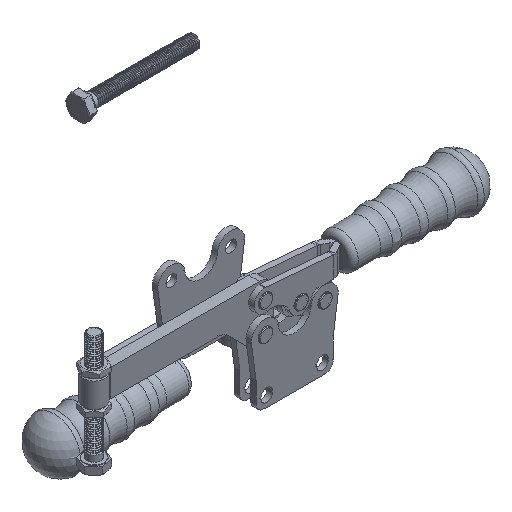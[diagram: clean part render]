
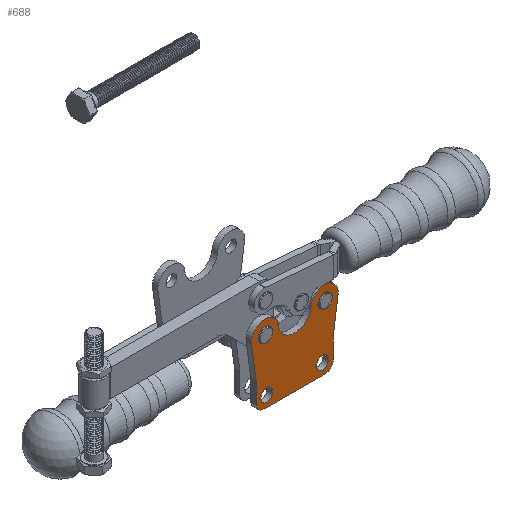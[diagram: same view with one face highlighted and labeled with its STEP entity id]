
A CAD part, isometric view. The second image highlights one B-rep face of the part: STEP entity #688.
In plain terms, the highlighted face is planar.
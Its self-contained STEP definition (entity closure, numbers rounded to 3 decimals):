
#688 = ADVANCED_FACE( '', ( #1790, #1791, #1792, #1793, #1794 ), #1795, .T. );
#1790 = FACE_OUTER_BOUND( '', #3581, .T. );
#1791 = FACE_BOUND( '', #3582, .T. );
#1792 = FACE_BOUND( '', #3583, .T. );
#1793 = FACE_BOUND( '', #3584, .T. );
#1794 = FACE_BOUND( '', #3585, .T. );
#1795 = PLANE( '', #3586 );
#3581 = EDGE_LOOP( '', ( #5588, #5589, #5590, #5591, #5592, #5593, #5594, #5595, #5596, #5597 ) );
#3582 = EDGE_LOOP( '', ( #5598, #5599, #5600, #5601 ) );
#3583 = EDGE_LOOP( '', ( #5602 ) );
#3584 = EDGE_LOOP( '', ( #5603 ) );
#3585 = EDGE_LOOP( '', ( #5604, #5605, #5606, #5607 ) );
#3586 = AXIS2_PLACEMENT_3D( '', #5608, #5609, #5610 );
#5588 = ORIENTED_EDGE( '', *, *, #8546, .F. );
#5589 = ORIENTED_EDGE( '', *, *, #8525, .T. );
#5590 = ORIENTED_EDGE( '', *, *, #8485, .T. );
#5591 = ORIENTED_EDGE( '', *, *, #8547, .T. );
#5592 = ORIENTED_EDGE( '', *, *, #8548, .F. );
#5593 = ORIENTED_EDGE( '', *, *, #8549, .F. );
#5594 = ORIENTED_EDGE( '', *, *, #8550, .F. );
#5595 = ORIENTED_EDGE( '', *, *, #8551, .F. );
#5596 = ORIENTED_EDGE( '', *, *, #8552, .F. );
#5597 = ORIENTED_EDGE( '', *, *, #8553, .F. );
#5598 = ORIENTED_EDGE( '', *, *, #8554, .T. );
#5599 = ORIENTED_EDGE( '', *, *, #8555, .T. );
#5600 = ORIENTED_EDGE( '', *, *, #8556, .T. );
#5601 = ORIENTED_EDGE( '', *, *, #8557, .T. );
#5602 = ORIENTED_EDGE( '', *, *, #8558, .F. );
#5603 = ORIENTED_EDGE( '', *, *, #8559, .F. );
#5604 = ORIENTED_EDGE( '', *, *, #8560, .T. );
#5605 = ORIENTED_EDGE( '', *, *, #8561, .T. );
#5606 = ORIENTED_EDGE( '', *, *, #8453, .T. );
#5607 = ORIENTED_EDGE( '', *, *, #8562, .T. );
#5608 = CARTESIAN_POINT( '', ( 0., 4., 0. ) );
#5609 = DIRECTION( '', ( 0., 1., 0. ) );
#5610 = DIRECTION( '', ( 1., 0., 0. ) );
#8453 = EDGE_CURVE( '', #9658, #9663, #9665, .T. );
#8485 = EDGE_CURVE( '', #9719, #9720, #9721, .T. );
#8525 = EDGE_CURVE( '', #9789, #9719, #9790, .T. );
#8546 = EDGE_CURVE( '', #9789, #9823, #9824, .T. );
#8547 = EDGE_CURVE( '', #9720, #9825, #9826, .T. );
#8548 = EDGE_CURVE( '', #9827, #9825, #9828, .T. );
#8549 = EDGE_CURVE( '', #9829, #9827, #9830, .T. );
#8550 = EDGE_CURVE( '', #9831, #9829, #9832, .T. );
#8551 = EDGE_CURVE( '', #9833, #9831, #9834, .T. );
#8552 = EDGE_CURVE( '', #9835, #9833, #9836, .T. );
#8553 = EDGE_CURVE( '', #9823, #9835, #9837, .T. );
#8554 = EDGE_CURVE( '', #9838, #9839, #9840, .T. );
#8555 = EDGE_CURVE( '', #9839, #9841, #9842, .T. );
#8556 = EDGE_CURVE( '', #9841, #9843, #9844, .T. );
#8557 = EDGE_CURVE( '', #9843, #9838, #9845, .T. );
#8558 = EDGE_CURVE( '', #9846, #9846, #9847, .T. );
#8559 = EDGE_CURVE( '', #9848, #9848, #9849, .T. );
#8560 = EDGE_CURVE( '', #9850, #9851, #9852, .T. );
#8561 = EDGE_CURVE( '', #9851, #9658, #9853, .T. );
#8562 = EDGE_CURVE( '', #9663, #9850, #9854, .T. );
#9658 = VERTEX_POINT( '', #11357 );
#9663 = VERTEX_POINT( '', #11363 );
#9665 = CIRCLE( '', #11366, 4.2 );
#9719 = VERTEX_POINT( '', #11462 );
#9720 = VERTEX_POINT( '', #11463 );
#9721 = LINE( '', #11464, #11465 );
#9789 = VERTEX_POINT( '', #11548 );
#9790 = CIRCLE( '', #11549, 6. );
#9823 = VERTEX_POINT( '', #11584 );
#9824 = LINE( '', #11585, #11586 );
#9825 = VERTEX_POINT( '', #11587 );
#9826 = CIRCLE( '', #11588, 6. );
#9827 = VERTEX_POINT( '', #11589 );
#9828 = LINE( '', #11590, #11591 );
#9829 = VERTEX_POINT( '', #11592 );
#9830 = LINE( '', #11593, #11594 );
#9831 = VERTEX_POINT( '', #11595 );
#9832 = CIRCLE( '', #11596, 10. );
#9833 = VERTEX_POINT( '', #11597 );
#9834 = CIRCLE( '', #11598, 12.109 );
#9835 = VERTEX_POINT( '', #11599 );
#9836 = CIRCLE( '', #11600, 10. );
#9837 = LINE( '', #11601, #11602 );
#9838 = VERTEX_POINT( '', #11603 );
#9839 = VERTEX_POINT( '', #11604 );
#9840 = CIRCLE( '', #11605, 4.2 );
#9841 = VERTEX_POINT( '', #11606 );
#9842 = LINE( '', #11607, #11608 );
#9843 = VERTEX_POINT( '', #11609 );
#9844 = CIRCLE( '', #11610, 4.2 );
#9845 = LINE( '', #11611, #11612 );
#9846 = VERTEX_POINT( '', #11613 );
#9847 = CIRCLE( '', #11614, 4.025 );
#9848 = VERTEX_POINT( '', #11615 );
#9849 = CIRCLE( '', #11616, 4.025 );
#9850 = VERTEX_POINT( '', #11617 );
#9851 = VERTEX_POINT( '', #11618 );
#9852 = CIRCLE( '', #11619, 4.2 );
#9853 = LINE( '', #11620, #11621 );
#9854 = LINE( '', #11622, #11623 );
#11357 = CARTESIAN_POINT( '', ( -10.1, 4., 22.617 ) );
#11363 = CARTESIAN_POINT( '', ( -18.5, 4., 22.617 ) );
#11366 = AXIS2_PLACEMENT_3D( '', #13609, #13610, #13611 );
#11462 = CARTESIAN_POINT( '', ( -12.5, 4., 14.117 ) );
#11463 = CARTESIAN_POINT( '', ( -57.5, 4., 14.117 ) );
#11464 = CARTESIAN_POINT( '', ( 0., 4., 14.117 ) );
#11465 = VECTOR( '', #13654, 1000. );
#11548 = CARTESIAN_POINT( '', ( -6.5, 4., 20.117 ) );
#11549 = AXIS2_PLACEMENT_3D( '', #13718, #13719, #13720 );
#11584 = CARTESIAN_POINT( '', ( -6.5, 4., 35.317 ) );
#11585 = CARTESIAN_POINT( '', ( -6.5, 4., 35.317 ) );
#11586 = VECTOR( '', #13759, 1000. );
#11587 = CARTESIAN_POINT( '', ( -63.5, 4., 20.117 ) );
#11588 = AXIS2_PLACEMENT_3D( '', #13760, #13761, #13762 );
#11589 = CARTESIAN_POINT( '', ( -63.5, 4., 35.317 ) );
#11590 = CARTESIAN_POINT( '', ( -63.5, 4., 35.317 ) );
#11591 = VECTOR( '', #13763, 1000. );
#11592 = CARTESIAN_POINT( '', ( -66.906, 4., 59.947 ) );
#11593 = CARTESIAN_POINT( '', ( -66.906, 4., 59.947 ) );
#11594 = VECTOR( '', #13764, 1000. );
#11595 = CARTESIAN_POINT( '', ( -47.049, 4., 62.307 ) );
#11596 = AXIS2_PLACEMENT_3D( '', #13765, #13766, #13767 );
#11597 = CARTESIAN_POINT( '', ( -22.951, 4., 62.307 ) );
#11598 = AXIS2_PLACEMENT_3D( '', #13768, #13769, #13770 );
#11599 = CARTESIAN_POINT( '', ( -3.094, 4., 59.947 ) );
#11600 = AXIS2_PLACEMENT_3D( '', #13771, #13772, #13773 );
#11601 = CARTESIAN_POINT( '', ( -6.085, 4., 38.317 ) );
#11602 = VECTOR( '', #13774, 1000. );
#11603 = CARTESIAN_POINT( '', ( -51.3, 4., 22.617 ) );
#11604 = CARTESIAN_POINT( '', ( -59.7, 4., 22.617 ) );
#11605 = AXIS2_PLACEMENT_3D( '', #13775, #13776, #13777 );
#11606 = CARTESIAN_POINT( '', ( -59.7, 4., 21.617 ) );
#11607 = CARTESIAN_POINT( '', ( -59.7, 4., 0. ) );
#11608 = VECTOR( '', #13778, 1000. );
#11609 = CARTESIAN_POINT( '', ( -51.3, 4., 21.617 ) );
#11610 = AXIS2_PLACEMENT_3D( '', #13779, #13780, #13781 );
#11611 = CARTESIAN_POINT( '', ( -51.3, 4., 0. ) );
#11612 = VECTOR( '', #13782, 1000. );
#11613 = CARTESIAN_POINT( '', ( -13., 4., 65.342 ) );
#11614 = AXIS2_PLACEMENT_3D( '', #13783, #13784, #13785 );
#11615 = CARTESIAN_POINT( '', ( -57., 4., 65.342 ) );
#11616 = AXIS2_PLACEMENT_3D( '', #13786, #13787, #13788 );
#11617 = CARTESIAN_POINT( '', ( -18.5, 4., 21.617 ) );
#11618 = CARTESIAN_POINT( '', ( -10.1, 4., 21.617 ) );
#11619 = AXIS2_PLACEMENT_3D( '', #13789, #13790, #13791 );
#11620 = CARTESIAN_POINT( '', ( -10.1, 4., 0. ) );
#11621 = VECTOR( '', #13792, 1000. );
#11622 = CARTESIAN_POINT( '', ( -18.5, 4., 0. ) );
#11623 = VECTOR( '', #13793, 1000. );
#13609 = CARTESIAN_POINT( '', ( -14.3, 4., 22.617 ) );
#13610 = DIRECTION( '', ( 0., -1., 0. ) );
#13611 = DIRECTION( '', ( 0., 0., 1. ) );
#13654 = DIRECTION( '', ( -1., 0., 0. ) );
#13718 = CARTESIAN_POINT( '', ( -12.5, 4., 20.117 ) );
#13719 = DIRECTION( '', ( 0., 1., 0. ) );
#13720 = DIRECTION( '', ( 0., 0., 1. ) );
#13759 = DIRECTION( '', ( 0., 0., 1. ) );
#13760 = CARTESIAN_POINT( '', ( -57.5, 4., 20.117 ) );
#13761 = DIRECTION( '', ( 0., 1., 0. ) );
#13762 = DIRECTION( '', ( 0., 0., 1. ) );
#13763 = DIRECTION( '', ( 0., 0., -1. ) );
#13764 = DIRECTION( '', ( 0.137, 0., -0.991 ) );
#13765 = CARTESIAN_POINT( '', ( -57., 4., 61.317 ) );
#13766 = DIRECTION( '', ( 0., -1., 0. ) );
#13767 = DIRECTION( '', ( 1., 0., 0. ) );
#13768 = CARTESIAN_POINT( '', ( -35., 4., 63.507 ) );
#13769 = DIRECTION( '', ( 0., 1., 0. ) );
#13770 = DIRECTION( '', ( 1., 0., 0. ) );
#13771 = CARTESIAN_POINT( '', ( -13., 4., 61.317 ) );
#13772 = DIRECTION( '', ( 0., -1., 0. ) );
#13773 = DIRECTION( '', ( -1., 0., 0. ) );
#13774 = DIRECTION( '', ( 0.137, 0., 0.991 ) );
#13775 = CARTESIAN_POINT( '', ( -55.5, 4., 22.617 ) );
#13776 = DIRECTION( '', ( 0., -1., 0. ) );
#13777 = DIRECTION( '', ( 0., 0., 1. ) );
#13778 = DIRECTION( '', ( 0., 0., -1. ) );
#13779 = CARTESIAN_POINT( '', ( -55.5, 4., 21.617 ) );
#13780 = DIRECTION( '', ( 0., -1., 0. ) );
#13781 = DIRECTION( '', ( 0., 0., 1. ) );
#13782 = DIRECTION( '', ( 0., 0., 1. ) );
#13783 = CARTESIAN_POINT( '', ( -13., 4., 61.317 ) );
#13784 = DIRECTION( '', ( 0., 1., 0. ) );
#13785 = DIRECTION( '', ( 0., 0., 1. ) );
#13786 = CARTESIAN_POINT( '', ( -57., 4., 61.317 ) );
#13787 = DIRECTION( '', ( 0., 1., 0. ) );
#13788 = DIRECTION( '', ( 0., 0., 1. ) );
#13789 = CARTESIAN_POINT( '', ( -14.3, 4., 21.617 ) );
#13790 = DIRECTION( '', ( 0., -1., 0. ) );
#13791 = DIRECTION( '', ( 0., 0., 1. ) );
#13792 = DIRECTION( '', ( 0., 0., 1. ) );
#13793 = DIRECTION( '', ( 0., 0., -1. ) );
